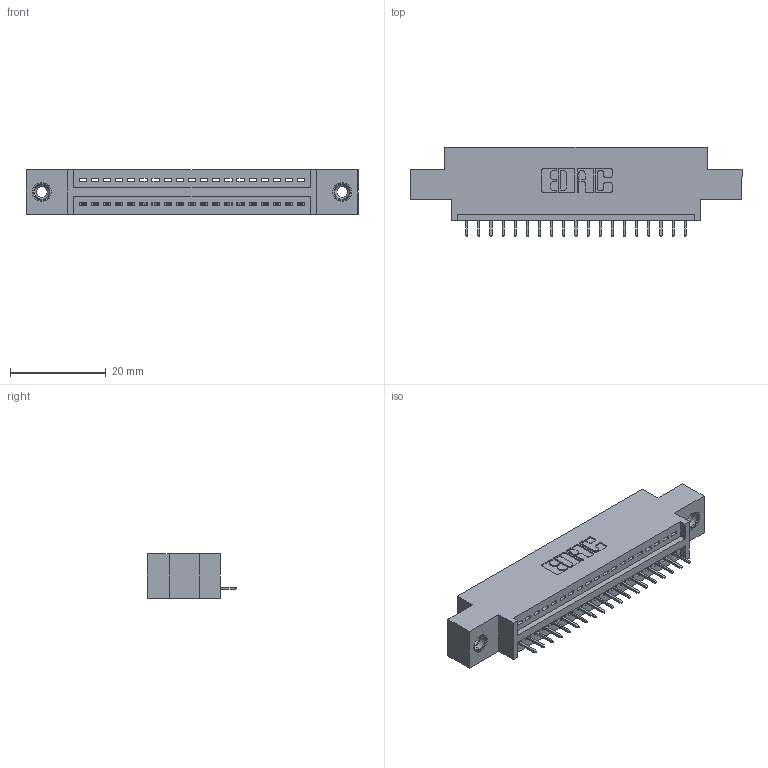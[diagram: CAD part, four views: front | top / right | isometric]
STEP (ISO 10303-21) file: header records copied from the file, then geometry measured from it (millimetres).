
FILE_DESCRIPTION (( 'STEP AP203' ), '1' );
FILE_NAME ('845-019-525-608.STEP', '2020-09-22T19:47:30', ( '' ), ( '' ), 'SwSTEP 2.0', 'SolidWorks 2020', '' );
FILE_SCHEMA (( 'CONFIG_CONTROL_DESIGN' ));
Length unit declared in the file: inch
Products named in the file (4): 845-019-525-608; 845 Part_0.170 Offset - 0.156 Dia-TI; 345-292-001_345-293-125; 345-250-001_345-250-003-102
Assembly tree (22 placements, depth 2):
  845-019-525-608
    845 Part_0.170 Offset - 0.156 Dia-TI
    345-292-001_345-293-125  x19
    345-250-001_345-250-003-102  x2
Bounding box: 69.47 x 18.72 x 9.4 mm (x, y, z)
Volume: 6212.4 mm3; surface area: 7830.1 mm2
Topology: 22 solids, 22 shells, 1368 faces, 3909 edges, 2522 vertices
Faces by surface type: plane 990, cylinder 362, cone 12, torus 4
Entity records: 18788 total; most frequent: CARTESIAN_POINT 3236, ORIENTED_EDGE 3182, DIRECTION 2887, EDGE_CURVE 1591, VECTOR 1367, LINE 1367, VERTEX_POINT 1052, AXIS2_PLACEMENT_3D 760
